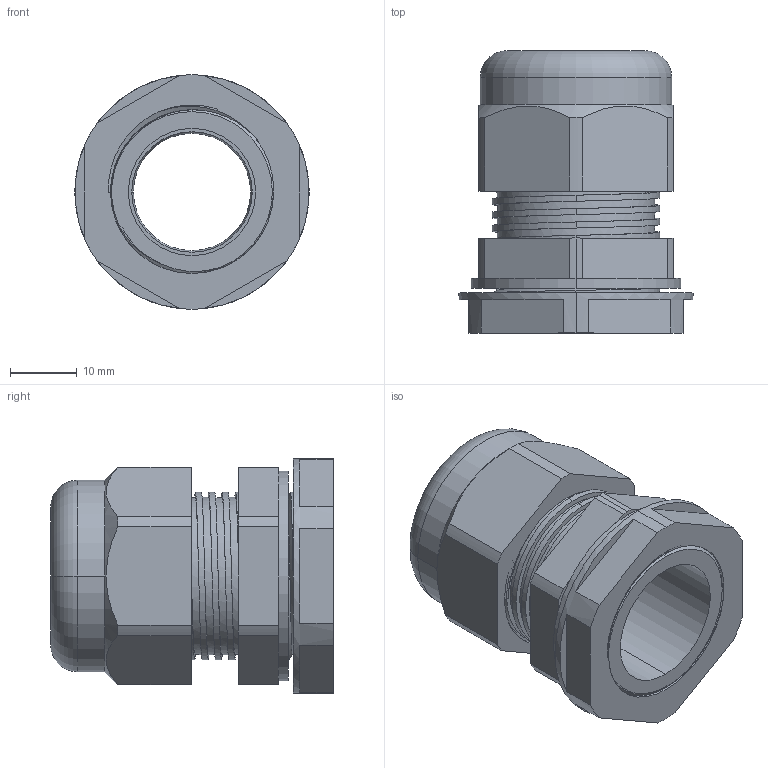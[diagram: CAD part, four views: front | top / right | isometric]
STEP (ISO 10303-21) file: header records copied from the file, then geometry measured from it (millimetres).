
FILE_DESCRIPTION (( 'STEP AP203' ), '1' );
FILE_NAME ('BM-ENX-13-W.step', '2016-02-11T13:25:49', ( '' ), ( '' ), 'SwSTEP 2.0', 'SolidWorks 2015', '' );
FILE_SCHEMA (( 'CONFIG_CONTROL_DESIGN' ));
Length unit declared in the file: millimetre
Products named in the file (1): BM-ENX-13-W
Bounding box: 35 x 42.19 x 35 mm (x, y, z)
Volume: 16299.6 mm3; surface area: 17133.6 mm2
Topology: 5 solids, 5 shells, 245 faces, 686 edges, 454 vertices
Faces by surface type: plane 141, cylinder 82, bspline 11, cone 7, torus 4
Entity records: 12198 total; most frequent: CARTESIAN_POINT 5989, ORIENTED_EDGE 1372, DIRECTION 1237, EDGE_CURVE 686, VERTEX_POINT 454, AXIS2_PLACEMENT_3D 447, VECTOR 343, LINE 343
